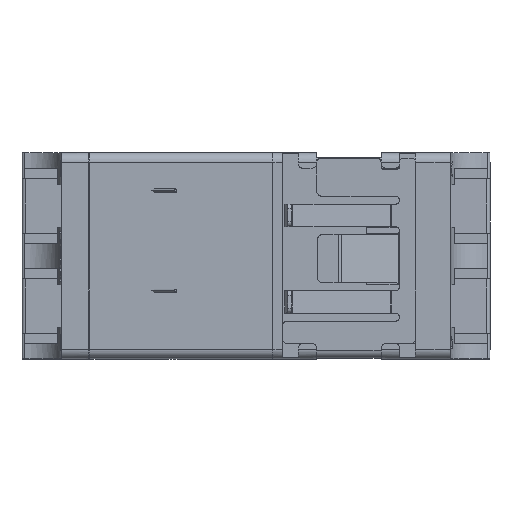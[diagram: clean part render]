
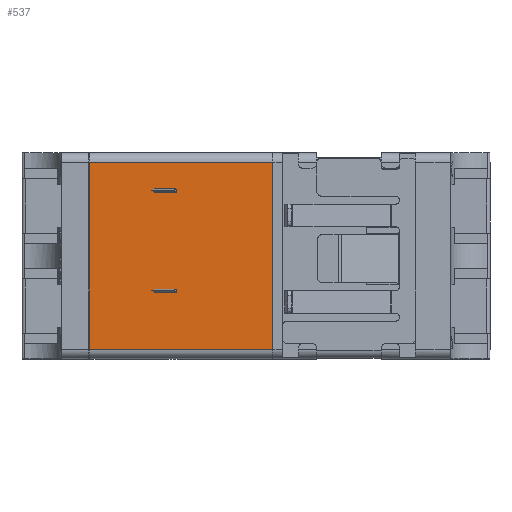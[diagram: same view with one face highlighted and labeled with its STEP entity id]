
A CAD part, top view. The second image highlights one B-rep face of the part: STEP entity #537.
In plain terms, the highlighted face is planar.
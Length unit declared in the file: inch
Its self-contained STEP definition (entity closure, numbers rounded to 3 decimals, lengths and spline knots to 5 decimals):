
#537 = ADVANCED_FACE ( 'NONE', ( #32317 ), #7936, .T. ) ;
#1979 = EDGE_CURVE ( 'NONE', #43448, #6247, #37638, .T. ) ;
#2877 = DIRECTION ( 'NONE',  ( 0., -1., 0. ) ) ;
#3038 = CARTESIAN_POINT ( 'NONE',  ( 0.20276, -0.22933, 0.00591 ) ) ;
#4763 = CARTESIAN_POINT ( 'NONE',  ( -0.24803, -0.22933, 0.00591 ) ) ;
#6247 = VERTEX_POINT ( 'NONE', #9703 ) ;
#6556 = ORIENTED_EDGE ( 'NONE', *, *, #20955, .T. ) ;
#6877 = CARTESIAN_POINT ( 'NONE',  ( 0.20276, -0.22933, 0.00591 ) ) ;
#6910 = AXIS2_PLACEMENT_3D ( 'NONE', #43659, #46728, #22614 ) ;
#7936 = PLANE ( 'NONE',  #6910 ) ;
#9328 = VECTOR ( 'NONE', #2877, 39.37008 ) ;
#9414 = VECTOR ( 'NONE', #20594, 39.37008 ) ;
#9703 = CARTESIAN_POINT ( 'NONE',  ( -0.24803, 0.22933, 0.00591 ) ) ;
#9715 = CARTESIAN_POINT ( 'NONE',  ( 0.20276, -0.22933, 0.00591 ) ) ;
#10123 = LINE ( 'NONE', #3038, #13603 ) ;
#10762 = VECTOR ( 'NONE', #30080, 39.37008 ) ;
#13603 = VECTOR ( 'NONE', #31893, 39.37008 ) ;
#15149 = CARTESIAN_POINT ( 'NONE',  ( -0.24803, -0.22933, 0.00591 ) ) ;
#16268 = ORIENTED_EDGE ( 'NONE', *, *, #1979, .T. ) ;
#16799 = CARTESIAN_POINT ( 'NONE',  ( 0.20276, 0.22933, 0.00591 ) ) ;
#17511 = LINE ( 'NONE', #16799, #9414 ) ;
#17862 = VERTEX_POINT ( 'NONE', #39878 ) ;
#20594 = DIRECTION ( 'NONE',  ( 1., 0., 0. ) ) ;
#20955 = EDGE_CURVE ( 'NONE', #6247, #17862, #17511, .T. ) ;
#22614 = DIRECTION ( 'NONE',  ( -1., 0., 0. ) ) ;
#29566 = EDGE_LOOP ( 'NONE', ( #33198, #16268, #6556, #45962 ) ) ;
#30080 = DIRECTION ( 'NONE',  ( 0., 1., 0. ) ) ;
#31893 = DIRECTION ( 'NONE',  ( -1., 0., 0. ) ) ;
#32317 = FACE_OUTER_BOUND ( 'NONE', #29566, .T. ) ;
#33198 = ORIENTED_EDGE ( 'NONE', *, *, #38662, .T. ) ;
#35287 = LINE ( 'NONE', #6877, #9328 ) ;
#37638 = LINE ( 'NONE', #4763, #10762 ) ;
#38662 = EDGE_CURVE ( 'NONE', #42011, #43448, #10123, .T. ) ;
#39878 = CARTESIAN_POINT ( 'NONE',  ( 0.20276, 0.22933, 0.00591 ) ) ;
#42011 = VERTEX_POINT ( 'NONE', #9715 ) ;
#43199 = EDGE_CURVE ( 'NONE', #17862, #42011, #35287, .T. ) ;
#43448 = VERTEX_POINT ( 'NONE', #15149 ) ;
#43659 = CARTESIAN_POINT ( 'NONE',  ( 0.20276, -0.22933, 0.00591 ) ) ;
#45962 = ORIENTED_EDGE ( 'NONE', *, *, #43199, .T. ) ;
#46728 = DIRECTION ( 'NONE',  ( 0., 0., -1. ) ) ;
